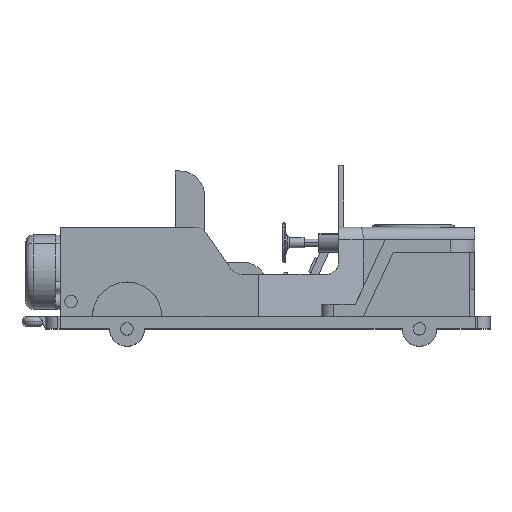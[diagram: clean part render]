
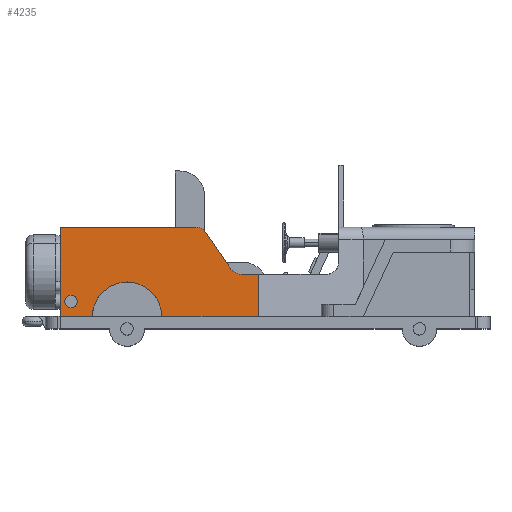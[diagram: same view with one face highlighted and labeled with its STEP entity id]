
A CAD part, top view. The second image highlights one B-rep face of the part: STEP entity #4235.
In plain terms, the highlighted planar face has unit normal (0, 0, 1).
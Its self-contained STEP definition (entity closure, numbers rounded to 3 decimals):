
#230 = VECTOR ( 'NONE', #6023, 1000. ) ;
#352 = CARTESIAN_POINT ( 'NONE',  ( 34.362, 120.978, 200.984 ) ) ;
#393 = VECTOR ( 'NONE', #11551, 1000. ) ;
#543 = CARTESIAN_POINT ( 'NONE',  ( -20.268, 89.978, 200.984 ) ) ;
#812 = DIRECTION ( 'NONE',  ( -0.567, 0.823, 0. ) ) ;
#844 = EDGE_CURVE ( 'NONE', #4447, #4955, #9019, .T. ) ;
#876 = DIRECTION ( 'NONE',  ( 1., 0., 0. ) ) ;
#916 = DIRECTION ( 'NONE',  ( 1., 0., 0. ) ) ;
#1177 = CIRCLE ( 'NONE', #6689, 2.5 ) ;
#1218 = AXIS2_PLACEMENT_3D ( 'NONE', #10749, #11681, #5107 ) ;
#1233 = ORIENTED_EDGE ( 'NONE', *, *, #7292, .T. ) ;
#1271 = VERTEX_POINT ( 'NONE', #10647 ) ;
#1506 = CARTESIAN_POINT ( 'NONE',  ( 38.479, 123.815, 200.984 ) ) ;
#1828 = EDGE_CURVE ( 'NONE', #1271, #3544, #3466, .T. ) ;
#1856 = LINE ( 'NONE', #2840, #9875 ) ;
#1917 = EDGE_CURVE ( 'NONE', #11488, #8480, #1856, .T. ) ;
#1919 = DIRECTION ( 'NONE',  ( 1., 0., 0. ) ) ;
#1983 = AXIS2_PLACEMENT_3D ( 'NONE', #3633, #4800, #916 ) ;
#2051 = EDGE_CURVE ( 'NONE', #8480, #9884, #3259, .T. ) ;
#2216 = FACE_OUTER_BOUND ( 'NONE', #10245, .T. ) ;
#2255 = EDGE_CURVE ( 'NONE', #4975, #1271, #5527, .T. ) ;
#2423 = CARTESIAN_POINT ( 'NONE',  ( 34.362, 125.978, 200.984 ) ) ;
#2540 = AXIS2_PLACEMENT_3D ( 'NONE', #5263, #8995, #9052 ) ;
#2840 = CARTESIAN_POINT ( 'NONE',  ( -20.268, 89.978, 200.984 ) ) ;
#2849 = ORIENTED_EDGE ( 'NONE', *, *, #8237, .F. ) ;
#3043 = CARTESIAN_POINT ( 'NONE',  ( 52.709, 106.978, 200.984 ) ) ;
#3102 = EDGE_CURVE ( 'NONE', #4447, #3899, #5403, .T. ) ;
#3259 = LINE ( 'NONE', #10618, #230 ) ;
#3300 = CARTESIAN_POINT ( 'NONE',  ( -20.268, 125.978, 200.984 ) ) ;
#3466 = LINE ( 'NONE', #6415, #9681 ) ;
#3529 = CIRCLE ( 'NONE', #8476, 2.5 ) ;
#3544 = VERTEX_POINT ( 'NONE', #1506 ) ;
#3586 = CARTESIAN_POINT ( 'NONE',  ( -18.414, 95.978, 200.984 ) ) ;
#3633 = CARTESIAN_POINT ( 'NONE',  ( 52.709, 111.978, 200.984 ) ) ;
#3899 = VERTEX_POINT ( 'NONE', #9839 ) ;
#4012 = PLANE ( 'NONE',  #1218 ) ;
#4117 = ORIENTED_EDGE ( 'NONE', *, *, #844, .F. ) ;
#4235 = ADVANCED_FACE ( 'NONE', ( #6790, #2216 ), #4012, .T. ) ;
#4253 = ORIENTED_EDGE ( 'NONE', *, *, #1828, .T. ) ;
#4447 = VERTEX_POINT ( 'NONE', #6217 ) ;
#4604 = DIRECTION ( 'NONE',  ( 1., 0., 0. ) ) ;
#4800 = DIRECTION ( 'NONE',  ( 0., 0., -1. ) ) ;
#4955 = VERTEX_POINT ( 'NONE', #5632 ) ;
#4975 = VERTEX_POINT ( 'NONE', #3043 ) ;
#5033 = DIRECTION ( 'NONE',  ( 1., 0., 0. ) ) ;
#5107 = DIRECTION ( 'NONE',  ( 1., 0., 0. ) ) ;
#5176 = CARTESIAN_POINT ( 'NONE',  ( -13.414, 95.978, 200.984 ) ) ;
#5207 = ORIENTED_EDGE ( 'NONE', *, *, #10298, .T. ) ;
#5263 = CARTESIAN_POINT ( 'NONE',  ( 6.693, 89.915, 200.984 ) ) ;
#5273 = LINE ( 'NONE', #3300, #6320 ) ;
#5403 = LINE ( 'NONE', #11910, #6565 ) ;
#5468 = VERTEX_POINT ( 'NONE', #5176 ) ;
#5527 = CIRCLE ( 'NONE', #1983, 5. ) ;
#5564 = DIRECTION ( 'NONE',  ( -1., 0., 0. ) ) ;
#5621 = DIRECTION ( 'NONE',  ( 0., 0., 1. ) ) ;
#5632 = CARTESIAN_POINT ( 'NONE',  ( -20.268, 125.978, 200.984 ) ) ;
#5673 = LINE ( 'NONE', #11433, #7342 ) ;
#5748 = EDGE_CURVE ( 'NONE', #3544, #8327, #12077, .T. ) ;
#6023 = DIRECTION ( 'NONE',  ( 0., 1., 0. ) ) ;
#6069 = ORIENTED_EDGE ( 'NONE', *, *, #9864, .F. ) ;
#6072 = DIRECTION ( 'NONE',  ( 1., 0., 0. ) ) ;
#6076 = CIRCLE ( 'NONE', #2540, 14. ) ;
#6217 = CARTESIAN_POINT ( 'NONE',  ( -20.268, 89.978, 200.984 ) ) ;
#6320 = VECTOR ( 'NONE', #5033, 1000. ) ;
#6415 = CARTESIAN_POINT ( 'NONE',  ( 50.082, 106.978, 200.984 ) ) ;
#6565 = VECTOR ( 'NONE', #4604, 1000. ) ;
#6689 = AXIS2_PLACEMENT_3D ( 'NONE', #6736, #5621, #1919 ) ;
#6734 = AXIS2_PLACEMENT_3D ( 'NONE', #352, #8887, #6072 ) ;
#6736 = CARTESIAN_POINT ( 'NONE',  ( -15.914, 95.978, 200.984 ) ) ;
#6790 = FACE_BOUND ( 'NONE', #7926, .T. ) ;
#6987 = DIRECTION ( 'NONE',  ( 0., 0., 1. ) ) ;
#7292 = EDGE_CURVE ( 'NONE', #9884, #4975, #5673, .T. ) ;
#7342 = VECTOR ( 'NONE', #5564, 1000. ) ;
#7589 = ORIENTED_EDGE ( 'NONE', *, *, #8522, .F. ) ;
#7849 = DIRECTION ( 'NONE',  ( 1., 0., 0. ) ) ;
#7926 = EDGE_LOOP ( 'NONE', ( #2849, #7589 ) ) ;
#8237 = EDGE_CURVE ( 'NONE', #9773, #5468, #3529, .T. ) ;
#8327 = VERTEX_POINT ( 'NONE', #2423 ) ;
#8476 = AXIS2_PLACEMENT_3D ( 'NONE', #9843, #6987, #7849 ) ;
#8480 = VERTEX_POINT ( 'NONE', #8545 ) ;
#8490 = ORIENTED_EDGE ( 'NONE', *, *, #2255, .T. ) ;
#8522 = EDGE_CURVE ( 'NONE', #5468, #9773, #1177, .T. ) ;
#8545 = CARTESIAN_POINT ( 'NONE',  ( 59.732, 89.978, 200.984 ) ) ;
#8887 = DIRECTION ( 'NONE',  ( 0., 0., 1. ) ) ;
#8995 = DIRECTION ( 'NONE',  ( 0., 0., -1. ) ) ;
#9019 = LINE ( 'NONE', #543, #393 ) ;
#9052 = DIRECTION ( 'NONE',  ( -1., 0., 0. ) ) ;
#9064 = CARTESIAN_POINT ( 'NONE',  ( 59.732, 106.978, 200.984 ) ) ;
#9185 = CARTESIAN_POINT ( 'NONE',  ( 20.693, 89.978, 200.984 ) ) ;
#9681 = VECTOR ( 'NONE', #812, 1000. ) ;
#9773 = VERTEX_POINT ( 'NONE', #3586 ) ;
#9809 = ORIENTED_EDGE ( 'NONE', *, *, #5748, .T. ) ;
#9839 = CARTESIAN_POINT ( 'NONE',  ( -7.307, 89.978, 200.984 ) ) ;
#9843 = CARTESIAN_POINT ( 'NONE',  ( -15.914, 95.978, 200.984 ) ) ;
#9864 = EDGE_CURVE ( 'NONE', #4955, #8327, #5273, .T. ) ;
#9875 = VECTOR ( 'NONE', #876, 1000. ) ;
#9884 = VERTEX_POINT ( 'NONE', #9064 ) ;
#10245 = EDGE_LOOP ( 'NONE', ( #11759, #5207, #11297, #10596, #1233, #8490, #4253, #9809, #6069, #4117 ) ) ;
#10298 = EDGE_CURVE ( 'NONE', #3899, #11488, #6076, .T. ) ;
#10596 = ORIENTED_EDGE ( 'NONE', *, *, #2051, .T. ) ;
#10618 = CARTESIAN_POINT ( 'NONE',  ( 59.732, 89.978, 200.984 ) ) ;
#10647 = CARTESIAN_POINT ( 'NONE',  ( 48.592, 109.141, 200.984 ) ) ;
#10749 = CARTESIAN_POINT ( 'NONE',  ( -20.268, 89.978, 200.984 ) ) ;
#11297 = ORIENTED_EDGE ( 'NONE', *, *, #1917, .T. ) ;
#11433 = CARTESIAN_POINT ( 'NONE',  ( 92.164, 106.978, 200.984 ) ) ;
#11488 = VERTEX_POINT ( 'NONE', #9185 ) ;
#11551 = DIRECTION ( 'NONE',  ( 0., 1., 0. ) ) ;
#11681 = DIRECTION ( 'NONE',  ( 0., 0., 1. ) ) ;
#11759 = ORIENTED_EDGE ( 'NONE', *, *, #3102, .T. ) ;
#11910 = CARTESIAN_POINT ( 'NONE',  ( -20.268, 89.978, 200.984 ) ) ;
#12077 = CIRCLE ( 'NONE', #6734, 5. ) ;
